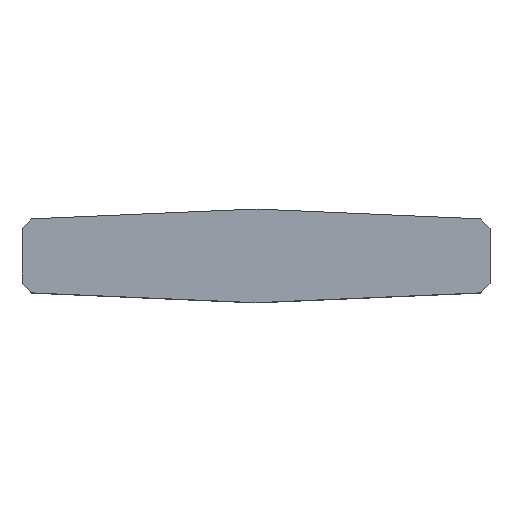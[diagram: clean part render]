
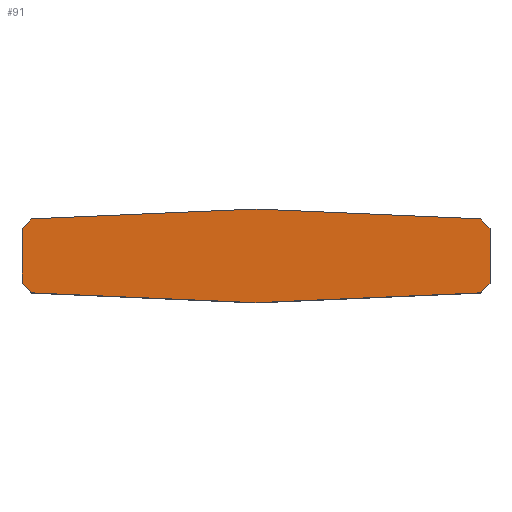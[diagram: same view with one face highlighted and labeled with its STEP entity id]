
A CAD part, top view. The second image highlights one B-rep face of the part: STEP entity #91.
In plain terms, the highlighted planar face has unit normal (0, 0, 1).
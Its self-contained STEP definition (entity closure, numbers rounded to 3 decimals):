
#91=ADVANCED_FACE('',(#187),#188,.T.);
#187=FACE_OUTER_BOUND('',#294,.T.);
#188=PLANE('',#295);
#294=EDGE_LOOP('',(#452,#453,#454,#455,#456,#457,#458,#459,#460,#461));
#295=AXIS2_PLACEMENT_3D('',#462,#463,#464);
#452=ORIENTED_EDGE('',*,*,#625,.F.);
#453=ORIENTED_EDGE('',*,*,#662,.F.);
#454=ORIENTED_EDGE('',*,*,#658,.F.);
#455=ORIENTED_EDGE('',*,*,#654,.F.);
#456=ORIENTED_EDGE('',*,*,#650,.F.);
#457=ORIENTED_EDGE('',*,*,#646,.F.);
#458=ORIENTED_EDGE('',*,*,#642,.F.);
#459=ORIENTED_EDGE('',*,*,#638,.F.);
#460=ORIENTED_EDGE('',*,*,#634,.F.);
#461=ORIENTED_EDGE('',*,*,#630,.F.);
#462=CARTESIAN_POINT('',(0.,0.,17.5));
#463=DIRECTION('',(0.0,0.0,1.0));
#464=DIRECTION('',(-1.0,0.0,0.0));
#625=EDGE_CURVE('',#733,#734,#735,.T.);
#630=EDGE_CURVE('',#734,#742,#743,.T.);
#634=EDGE_CURVE('',#742,#748,#749,.T.);
#638=EDGE_CURVE('',#748,#754,#755,.T.);
#642=EDGE_CURVE('',#754,#760,#761,.T.);
#646=EDGE_CURVE('',#760,#766,#767,.T.);
#650=EDGE_CURVE('',#766,#772,#773,.T.);
#654=EDGE_CURVE('',#772,#778,#779,.T.);
#658=EDGE_CURVE('',#778,#784,#785,.T.);
#662=EDGE_CURVE('',#784,#733,#790,.T.);
#733=VERTEX_POINT('',#887);
#734=VERTEX_POINT('',#888);
#735=LINE('',#889,#890);
#742=VERTEX_POINT('',#900);
#743=LINE('',#901,#902);
#748=VERTEX_POINT('',#909);
#749=LINE('',#910,#911);
#754=VERTEX_POINT('',#918);
#755=LINE('',#919,#920);
#760=VERTEX_POINT('',#927);
#761=LINE('',#928,#929);
#766=VERTEX_POINT('',#936);
#767=LINE('',#937,#938);
#772=VERTEX_POINT('',#945);
#773=LINE('',#946,#947);
#778=VERTEX_POINT('',#954);
#779=LINE('',#955,#956);
#784=VERTEX_POINT('',#963);
#785=LINE('',#964,#965);
#790=LINE('',#972,#973);
#887=CARTESIAN_POINT('',(-47.909,-7.908,17.5));
#888=CARTESIAN_POINT('',(-50.0,-5.817,17.5));
#889=CARTESIAN_POINT('',(-47.909,-7.908,17.5));
#890=VECTOR('',#1101,2.958);
#900=CARTESIAN_POINT('',(-50.0,5.817,17.5));
#901=CARTESIAN_POINT('',(-50.0,-5.817,17.5));
#902=VECTOR('',#1105,11.634);
#909=CARTESIAN_POINT('',(-47.909,7.908,17.5));
#910=CARTESIAN_POINT('',(-50.0,5.817,17.5));
#911=VECTOR('',#1108,2.958);
#918=CARTESIAN_POINT('',(0.,10.0,17.5));
#919=CARTESIAN_POINT('',(-47.909,7.908,17.5));
#920=VECTOR('',#1111,47.954);
#927=CARTESIAN_POINT('',(47.909,7.908,17.5));
#928=CARTESIAN_POINT('',(0.,10.0,17.5));
#929=VECTOR('',#1114,47.954);
#936=CARTESIAN_POINT('',(50.0,5.817,17.5));
#937=CARTESIAN_POINT('',(47.909,7.908,17.5));
#938=VECTOR('',#1117,2.958);
#945=CARTESIAN_POINT('',(50.0,-5.817,17.5));
#946=CARTESIAN_POINT('',(50.0,5.817,17.5));
#947=VECTOR('',#1120,11.634);
#954=CARTESIAN_POINT('',(47.909,-7.908,17.5));
#955=CARTESIAN_POINT('',(50.0,-5.817,17.5));
#956=VECTOR('',#1123,2.958);
#963=CARTESIAN_POINT('',(0.,-10.0,17.5));
#964=CARTESIAN_POINT('',(47.909,-7.908,17.5));
#965=VECTOR('',#1126,47.954);
#972=CARTESIAN_POINT('',(0.,-10.0,17.5));
#973=VECTOR('',#1129,47.954);
#1101=DIRECTION('',(-0.707,0.707,0.0));
#1105=DIRECTION('',(0.0,1.0,0.0));
#1108=DIRECTION('',(0.707,0.707,0.0));
#1111=DIRECTION('',(0.999,0.044,0.0));
#1114=DIRECTION('',(0.999,-0.044,0.0));
#1117=DIRECTION('',(0.707,-0.707,0.0));
#1120=DIRECTION('',(0.0,-1.0,0.0));
#1123=DIRECTION('',(-0.707,-0.707,0.0));
#1126=DIRECTION('',(-0.999,-0.044,0.0));
#1129=DIRECTION('',(-0.999,0.044,0.0));
